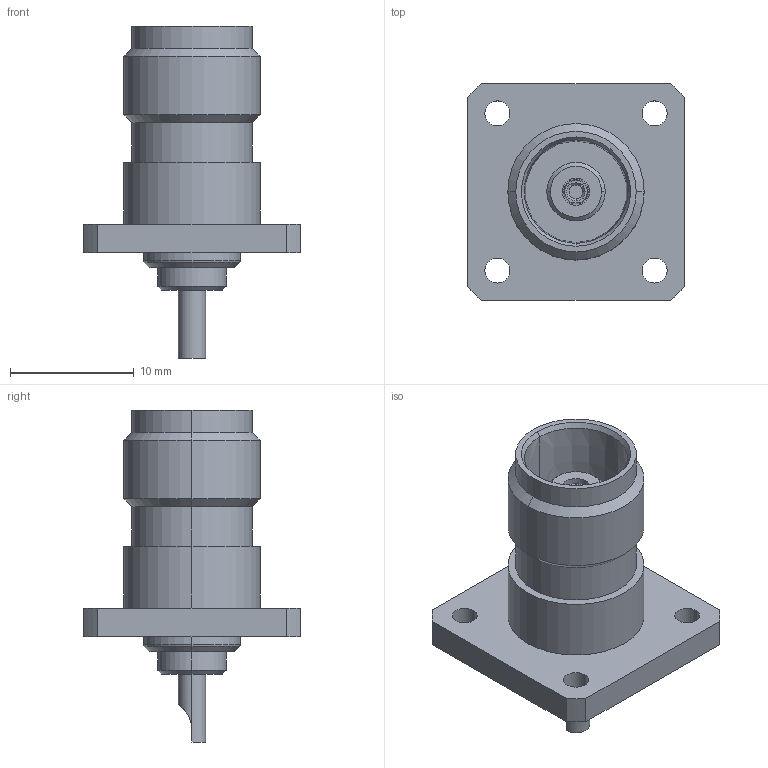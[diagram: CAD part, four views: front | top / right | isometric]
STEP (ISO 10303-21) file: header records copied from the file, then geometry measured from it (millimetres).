
FILE_DESCRIPTION (( 'STEP AP214' ), '1' );
FILE_NAME ('J01011F0613.STEP', '2018-03-01T10:11:13', ( '' ), ( '' ), 'SwSTEP 2.0', 'SolidWorks 2017', '' );
FILE_SCHEMA (( 'AUTOMOTIVE_DESIGN' ));
Length unit declared in the file: millimetre
Products named in the file (1): J01011F0613
Bounding box: 17.5 x 17.5 x 26.8 mm (x, y, z)
Volume: 1923.5 mm3; surface area: 1636.8 mm2
Topology: 1 solids, 1 shells, 99 faces, 230 edges, 143 vertices
Faces by surface type: cylinder 45, plane 28, cone 24, torus 2
Entity records: 3966 total; most frequent: CARTESIAN_POINT 583, DIRECTION 504, ORIENTED_EDGE 456, EDGE_CURVE 228, AXIS2_PLACEMENT_3D 198, VERTEX_POINT 143, EDGE_LOOP 119, VECTOR 108
